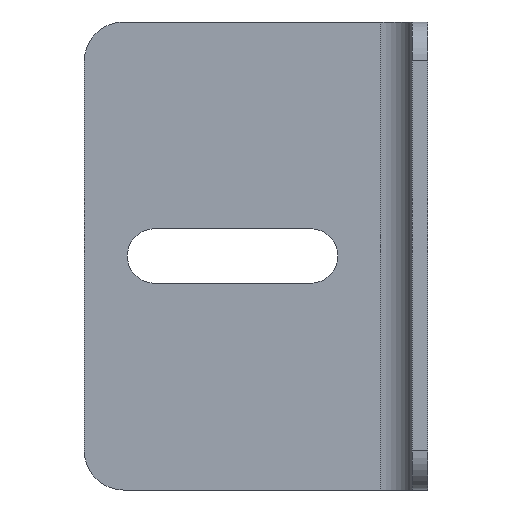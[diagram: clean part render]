
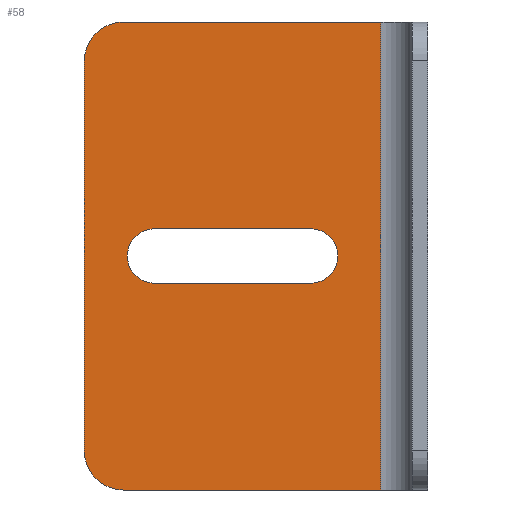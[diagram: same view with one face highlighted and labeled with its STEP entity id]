
A CAD part, front view. The second image highlights one B-rep face of the part: STEP entity #58.
In plain terms, the highlighted planar face has unit normal (0, -1, 0).
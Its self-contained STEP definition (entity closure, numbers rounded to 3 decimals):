
#46=FACE_BOUND('',#111,.T.);
#47=FACE_BOUND('',#112,.T.);
#58=ADVANCED_FACE('',(#46,#47),#79,.T.);
#79=PLANE('',#469);
#111=EDGE_LOOP('',(#188,#189,#190,#191));
#112=EDGE_LOOP('',(#192,#193,#194,#195,#196,#197));
#138=CIRCLE('',#465,3.5);
#139=CIRCLE('',#466,3.5);
#140=CIRCLE('',#467,5.);
#141=CIRCLE('',#468,5.);
#188=ORIENTED_EDGE('',*,*,#342,.F.);
#189=ORIENTED_EDGE('',*,*,#343,.F.);
#190=ORIENTED_EDGE('',*,*,#344,.F.);
#191=ORIENTED_EDGE('',*,*,#345,.F.);
#192=ORIENTED_EDGE('',*,*,#316,.T.);
#193=ORIENTED_EDGE('',*,*,#346,.T.);
#194=ORIENTED_EDGE('',*,*,#318,.T.);
#195=ORIENTED_EDGE('',*,*,#347,.T.);
#196=ORIENTED_EDGE('',*,*,#322,.F.);
#197=ORIENTED_EDGE('',*,*,#341,.F.);
#276=VERTEX_POINT('',#632);
#277=VERTEX_POINT('',#634);
#278=VERTEX_POINT('',#638);
#279=VERTEX_POINT('',#639);
#282=VERTEX_POINT('',#647);
#283=VERTEX_POINT('',#648);
#298=VERTEX_POINT('',#687);
#299=VERTEX_POINT('',#688);
#300=VERTEX_POINT('',#690);
#301=VERTEX_POINT('',#692);
#316=EDGE_CURVE('',#277,#276,#375,.T.);
#318=EDGE_CURVE('',#278,#279,#376,.T.);
#322=EDGE_CURVE('',#282,#283,#380,.T.);
#341=EDGE_CURVE('',#277,#282,#393,.T.);
#342=EDGE_CURVE('',#298,#299,#138,.T.);
#343=EDGE_CURVE('',#300,#298,#394,.T.);
#344=EDGE_CURVE('',#301,#300,#139,.T.);
#345=EDGE_CURVE('',#299,#301,#395,.T.);
#346=EDGE_CURVE('',#276,#278,#140,.T.);
#347=EDGE_CURVE('',#279,#283,#141,.T.);
#375=LINE('',#633,#415);
#376=LINE('',#637,#416);
#380=LINE('',#646,#420);
#393=LINE('',#684,#433);
#394=LINE('',#689,#434);
#395=LINE('',#693,#435);
#415=VECTOR('',#502,1.);
#416=VECTOR('',#507,1.);
#420=VECTOR('',#513,1.);
#433=VECTOR('',#544,1.);
#434=VECTOR('',#549,1.);
#435=VECTOR('',#552,1.);
#465=AXIS2_PLACEMENT_3D('',#686,#547,#548);
#466=AXIS2_PLACEMENT_3D('',#691,#550,#551);
#467=AXIS2_PLACEMENT_3D('',#694,#553,#554);
#468=AXIS2_PLACEMENT_3D('',#695,#555,#556);
#469=AXIS2_PLACEMENT_3D('',#696,#557,#558);
#502=DIRECTION('',(-1.,0.,0.));
#507=DIRECTION('',(0.,0.,-1.));
#513=DIRECTION('',(-1.,0.,0.));
#544=DIRECTION('',(0.,0.,-1.));
#547=DIRECTION('',(0.,-1.,0.));
#548=DIRECTION('',(1.,0.,0.));
#549=DIRECTION('',(-1.,0.,0.));
#550=DIRECTION('',(0.,-1.,0.));
#551=DIRECTION('',(1.,0.,0.));
#552=DIRECTION('',(1.,0.,0.));
#553=DIRECTION('',(0.,-1.,0.));
#554=DIRECTION('',(1.,0.,0.));
#555=DIRECTION('',(0.,-1.,0.));
#556=DIRECTION('',(1.,0.,0.));
#557=DIRECTION('',(0.,-1.,0.));
#558=DIRECTION('',(1.,0.,0.));
#632=CARTESIAN_POINT('',(-1626.4,-349.857,2884.5));
#633=CARTESIAN_POINT('',(-1587.4,-349.857,2884.5));
#634=CARTESIAN_POINT('',(-1593.4,-349.857,2884.5));
#637=CARTESIAN_POINT('',(-1631.4,-349.857,2884.5));
#638=CARTESIAN_POINT('',(-1631.4,-349.857,2879.5));
#639=CARTESIAN_POINT('',(-1631.4,-349.857,2829.5));
#646=CARTESIAN_POINT('',(-1587.4,-349.857,2824.5));
#647=CARTESIAN_POINT('',(-1593.4,-349.857,2824.5));
#648=CARTESIAN_POINT('',(-1626.4,-349.857,2824.5));
#684=CARTESIAN_POINT('',(-1593.4,-349.857,2884.5));
#686=CARTESIAN_POINT('',(-1622.4,-349.857,2854.5));
#687=CARTESIAN_POINT('',(-1622.4,-349.857,2858.));
#688=CARTESIAN_POINT('',(-1622.4,-349.857,2851.));
#689=CARTESIAN_POINT('',(-1602.4,-349.857,2858.));
#690=CARTESIAN_POINT('',(-1602.4,-349.857,2858.));
#691=CARTESIAN_POINT('',(-1602.4,-349.857,2854.5));
#692=CARTESIAN_POINT('',(-1602.4,-349.857,2851.));
#693=CARTESIAN_POINT('',(-1622.4,-349.857,2851.));
#694=CARTESIAN_POINT('',(-1626.4,-349.857,2879.5));
#695=CARTESIAN_POINT('',(-1626.4,-349.857,2829.5));
#696=CARTESIAN_POINT('',(-1587.4,-349.857,2884.5));
